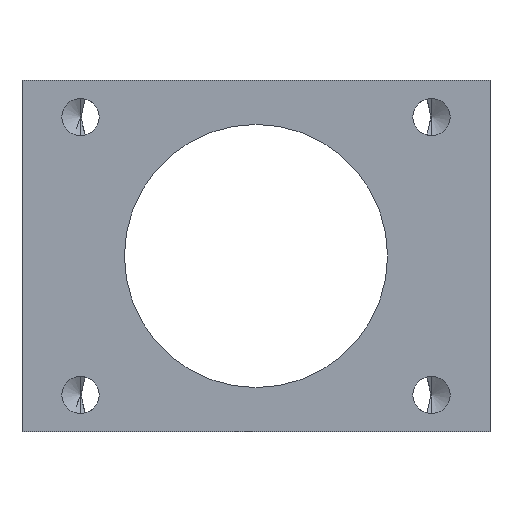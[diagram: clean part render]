
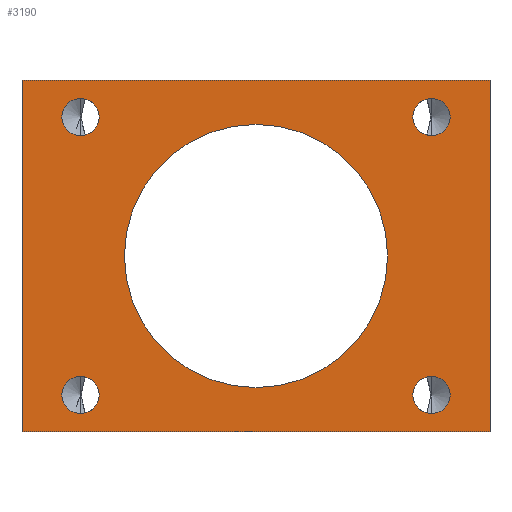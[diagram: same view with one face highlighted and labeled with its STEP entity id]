
A CAD part, front view. The second image highlights one B-rep face of the part: STEP entity #3190.
In plain terms, the highlighted planar face has unit normal (0, -1, 0).
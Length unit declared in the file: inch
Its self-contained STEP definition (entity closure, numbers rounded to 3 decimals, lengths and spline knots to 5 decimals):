
#19 = VERTEX_POINT ( 'NONE', #2280 ) ;
#60 = CARTESIAN_POINT ( 'NONE',  ( 0.75, -1., -0.59375 ) ) ;
#64 = CARTESIAN_POINT ( 'NONE',  ( 0., -1., 0. ) ) ;
#101 = DIRECTION ( 'NONE',  ( 0., 0., -1. ) ) ;
#126 = CARTESIAN_POINT ( 'NONE',  ( 0., -1., -0.5625 ) ) ;
#134 = EDGE_LOOP ( 'NONE', ( #1977, #593 ) ) ;
#145 = EDGE_CURVE ( 'NONE', #2358, #2909, #2417, .T. ) ;
#195 = DIRECTION ( 'NONE',  ( 0., 0., -1. ) ) ;
#247 = VERTEX_POINT ( 'NONE', #3049 ) ;
#256 = EDGE_CURVE ( 'NONE', #833, #425, #3441, .T. ) ;
#320 = CARTESIAN_POINT ( 'NONE',  ( 0.75, -1., -0.67325 ) ) ;
#341 = ORIENTED_EDGE ( 'NONE', *, *, #2322, .F. ) ;
#395 = FACE_OUTER_BOUND ( 'NONE', #1185, .T. ) ;
#402 = DIRECTION ( 'NONE',  ( 0., -1., 0. ) ) ;
#404 = LINE ( 'NONE', #1521, #3147 ) ;
#406 = DIRECTION ( 'NONE',  ( 0., -1., 0. ) ) ;
#424 = DIRECTION ( 'NONE',  ( 0., -1., 0. ) ) ;
#425 = VERTEX_POINT ( 'NONE', #320 ) ;
#436 = CARTESIAN_POINT ( 'NONE',  ( -0.75, -1., -0.51425 ) ) ;
#496 = VERTEX_POINT ( 'NONE', #1455 ) ;
#572 = AXIS2_PLACEMENT_3D ( 'NONE', #581, #615, #1717 ) ;
#581 = CARTESIAN_POINT ( 'NONE',  ( -0.75, -1., 0.59375 ) ) ;
#593 = ORIENTED_EDGE ( 'NONE', *, *, #256, .F. ) ;
#615 = DIRECTION ( 'NONE',  ( 0., -1., 0. ) ) ;
#651 = DIRECTION ( 'NONE',  ( 1., 0., 0. ) ) ;
#669 = DIRECTION ( 'NONE',  ( 0., -1., 0. ) ) ;
#761 = ORIENTED_EDGE ( 'NONE', *, *, #1037, .F. ) ;
#787 = EDGE_CURVE ( 'NONE', #1859, #3415, #1301, .T. ) ;
#833 = VERTEX_POINT ( 'NONE', #2727 ) ;
#854 = FACE_BOUND ( 'NONE', #2898, .T. ) ;
#879 = CARTESIAN_POINT ( 'NONE',  ( 0.75, -1., -0.59375 ) ) ;
#890 = AXIS2_PLACEMENT_3D ( 'NONE', #64, #406, #101 ) ;
#906 = PLANE ( 'NONE',  #2867 ) ;
#914 = AXIS2_PLACEMENT_3D ( 'NONE', #2041, #669, #1771 ) ;
#917 = CARTESIAN_POINT ( 'NONE',  ( 0., -1., 0. ) ) ;
#961 = VECTOR ( 'NONE', #2300, 39.37008 ) ;
#970 = CIRCLE ( 'NONE', #572, 0.0795 ) ;
#981 = CARTESIAN_POINT ( 'NONE',  ( -1., -1., -0.75 ) ) ;
#987 = CARTESIAN_POINT ( 'NONE',  ( -1., -1., 0.75 ) ) ;
#989 = EDGE_LOOP ( 'NONE', ( #2327, #2490 ) ) ;
#998 = DIRECTION ( 'NONE',  ( 0., -1., 0. ) ) ;
#1017 = ORIENTED_EDGE ( 'NONE', *, *, #1695, .F. ) ;
#1037 = EDGE_CURVE ( 'NONE', #1218, #1888, #2711, .T. ) ;
#1092 = CARTESIAN_POINT ( 'NONE',  ( -0.75, -1., -0.59375 ) ) ;
#1116 = EDGE_LOOP ( 'NONE', ( #761, #3235 ) ) ;
#1132 = ORIENTED_EDGE ( 'NONE', *, *, #2411, .F. ) ;
#1133 = CIRCLE ( 'NONE', #2062, 0.0795 ) ;
#1146 = AXIS2_PLACEMENT_3D ( 'NONE', #2164, #3270, #3014 ) ;
#1154 = VECTOR ( 'NONE', #3217, 39.37008 ) ;
#1185 = EDGE_LOOP ( 'NONE', ( #1492, #1441, #3492, #1132 ) ) ;
#1194 = FACE_BOUND ( 'NONE', #1116, .T. ) ;
#1218 = VERTEX_POINT ( 'NONE', #1421 ) ;
#1232 = CARTESIAN_POINT ( 'NONE',  ( 0., -1., 0.5625 ) ) ;
#1301 = LINE ( 'NONE', #2132, #1154 ) ;
#1323 = EDGE_CURVE ( 'NONE', #3415, #247, #3083, .T. ) ;
#1396 = AXIS2_PLACEMENT_3D ( 'NONE', #2844, #3483, #2704 ) ;
#1404 = EDGE_CURVE ( 'NONE', #425, #833, #2713, .T. ) ;
#1412 = CARTESIAN_POINT ( 'NONE',  ( -0.75, -1., 0.67325 ) ) ;
#1415 = DIRECTION ( 'NONE',  ( 0., 0., 1. ) ) ;
#1421 = CARTESIAN_POINT ( 'NONE',  ( -0.75, -1., 0.51425 ) ) ;
#1432 = CIRCLE ( 'NONE', #3432, 0.5625 ) ;
#1441 = ORIENTED_EDGE ( 'NONE', *, *, #1323, .T. ) ;
#1455 = CARTESIAN_POINT ( 'NONE',  ( 0.75, -1., 0.67325 ) ) ;
#1492 = ORIENTED_EDGE ( 'NONE', *, *, #787, .T. ) ;
#1521 = CARTESIAN_POINT ( 'NONE',  ( -1., -1., 0.75 ) ) ;
#1603 = ORIENTED_EDGE ( 'NONE', *, *, #3508, .F. ) ;
#1606 = CARTESIAN_POINT ( 'NONE',  ( 1., -1., 0.75 ) ) ;
#1627 = AXIS2_PLACEMENT_3D ( 'NONE', #879, #402, #2272 ) ;
#1695 = EDGE_CURVE ( 'NONE', #2909, #2358, #1133, .T. ) ;
#1700 = DIRECTION ( 'NONE',  ( 0., -1., 0. ) ) ;
#1705 = EDGE_CURVE ( 'NONE', #2533, #247, #1983, .T. ) ;
#1710 = VERTEX_POINT ( 'NONE', #126 ) ;
#1717 = DIRECTION ( 'NONE',  ( 0., 0., -1. ) ) ;
#1735 = AXIS2_PLACEMENT_3D ( 'NONE', #60, #1700, #2286 ) ;
#1771 = DIRECTION ( 'NONE',  ( 0., 0., -1. ) ) ;
#1818 = VERTEX_POINT ( 'NONE', #1232 ) ;
#1859 = VERTEX_POINT ( 'NONE', #987 ) ;
#1873 = ORIENTED_EDGE ( 'NONE', *, *, #145, .F. ) ;
#1888 = VERTEX_POINT ( 'NONE', #1412 ) ;
#1934 = CIRCLE ( 'NONE', #2951, 0.0795 ) ;
#1958 = CIRCLE ( 'NONE', #914, 0.0795 ) ;
#1977 = ORIENTED_EDGE ( 'NONE', *, *, #1404, .F. ) ;
#1983 = LINE ( 'NONE', #2592, #961 ) ;
#2041 = CARTESIAN_POINT ( 'NONE',  ( 0.75, -1., 0.59375 ) ) ;
#2062 = AXIS2_PLACEMENT_3D ( 'NONE', #1092, #2196, #3282 ) ;
#2132 = CARTESIAN_POINT ( 'NONE',  ( -1., -1., 0.75 ) ) ;
#2164 = CARTESIAN_POINT ( 'NONE',  ( -0.75, -1., -0.59375 ) ) ;
#2196 = DIRECTION ( 'NONE',  ( 0., -1., 0. ) ) ;
#2227 = FACE_BOUND ( 'NONE', #134, .T. ) ;
#2262 = EDGE_CURVE ( 'NONE', #1888, #1218, #970, .T. ) ;
#2272 = DIRECTION ( 'NONE',  ( 0., 0., -1. ) ) ;
#2280 = CARTESIAN_POINT ( 'NONE',  ( 0.75, -1., 0.51425 ) ) ;
#2286 = DIRECTION ( 'NONE',  ( 0., 0., -1. ) ) ;
#2300 = DIRECTION ( 'NONE',  ( 0., 0., -1. ) ) ;
#2322 = EDGE_CURVE ( 'NONE', #1818, #1710, #1432, .T. ) ;
#2327 = ORIENTED_EDGE ( 'NONE', *, *, #3428, .F. ) ;
#2358 = VERTEX_POINT ( 'NONE', #3137 ) ;
#2370 = CARTESIAN_POINT ( 'NONE',  ( 0.75, -1., 0.59375 ) ) ;
#2411 = EDGE_CURVE ( 'NONE', #1859, #2533, #404, .T. ) ;
#2417 = CIRCLE ( 'NONE', #1146, 0.0795 ) ;
#2461 = EDGE_CURVE ( 'NONE', #496, #19, #1958, .T. ) ;
#2490 = ORIENTED_EDGE ( 'NONE', *, *, #2461, .F. ) ;
#2512 = FACE_BOUND ( 'NONE', #3229, .T. ) ;
#2533 = VERTEX_POINT ( 'NONE', #1606 ) ;
#2560 = CARTESIAN_POINT ( 'NONE',  ( -1., -1., -0.75 ) ) ;
#2592 = CARTESIAN_POINT ( 'NONE',  ( 1., -1., 0.75 ) ) ;
#2704 = DIRECTION ( 'NONE',  ( 0., 0., -1. ) ) ;
#2711 = CIRCLE ( 'NONE', #1396, 0.0795 ) ;
#2713 = CIRCLE ( 'NONE', #1627, 0.0795 ) ;
#2727 = CARTESIAN_POINT ( 'NONE',  ( 0.75, -1., -0.51425 ) ) ;
#2838 = DIRECTION ( 'NONE',  ( 1., 0., 0. ) ) ;
#2844 = CARTESIAN_POINT ( 'NONE',  ( -0.75, -1., 0.59375 ) ) ;
#2867 = AXIS2_PLACEMENT_3D ( 'NONE', #3364, #3057, #1415 ) ;
#2898 = EDGE_LOOP ( 'NONE', ( #1873, #1017 ) ) ;
#2909 = VERTEX_POINT ( 'NONE', #436 ) ;
#2951 = AXIS2_PLACEMENT_3D ( 'NONE', #2370, #998, #195 ) ;
#3014 = DIRECTION ( 'NONE',  ( 0., 0., -1. ) ) ;
#3043 = VECTOR ( 'NONE', #651, 39.37008 ) ;
#3049 = CARTESIAN_POINT ( 'NONE',  ( 1., -1., -0.75 ) ) ;
#3057 = DIRECTION ( 'NONE',  ( 0., 1., 0. ) ) ;
#3083 = LINE ( 'NONE', #2560, #3043 ) ;
#3122 = CIRCLE ( 'NONE', #890, 0.5625 ) ;
#3137 = CARTESIAN_POINT ( 'NONE',  ( -0.75, -1., -0.67325 ) ) ;
#3147 = VECTOR ( 'NONE', #2838, 39.37008 ) ;
#3190 = ADVANCED_FACE ( 'NONE', ( #2227, #3310, #854, #1194, #2512, #395 ), #906, .F. ) ;
#3217 = DIRECTION ( 'NONE',  ( 0., 0., -1. ) ) ;
#3229 = EDGE_LOOP ( 'NONE', ( #1603, #341 ) ) ;
#3235 = ORIENTED_EDGE ( 'NONE', *, *, #2262, .F. ) ;
#3270 = DIRECTION ( 'NONE',  ( 0., -1., 0. ) ) ;
#3282 = DIRECTION ( 'NONE',  ( 0., 0., -1. ) ) ;
#3310 = FACE_BOUND ( 'NONE', #989, .T. ) ;
#3364 = CARTESIAN_POINT ( 'NONE',  ( -1., -1., 0.75 ) ) ;
#3393 = DIRECTION ( 'NONE',  ( 0., 0., -1. ) ) ;
#3415 = VERTEX_POINT ( 'NONE', #981 ) ;
#3428 = EDGE_CURVE ( 'NONE', #19, #496, #1934, .T. ) ;
#3432 = AXIS2_PLACEMENT_3D ( 'NONE', #917, #424, #3393 ) ;
#3441 = CIRCLE ( 'NONE', #1735, 0.0795 ) ;
#3483 = DIRECTION ( 'NONE',  ( 0., -1., 0. ) ) ;
#3492 = ORIENTED_EDGE ( 'NONE', *, *, #1705, .F. ) ;
#3508 = EDGE_CURVE ( 'NONE', #1710, #1818, #3122, .T. ) ;
